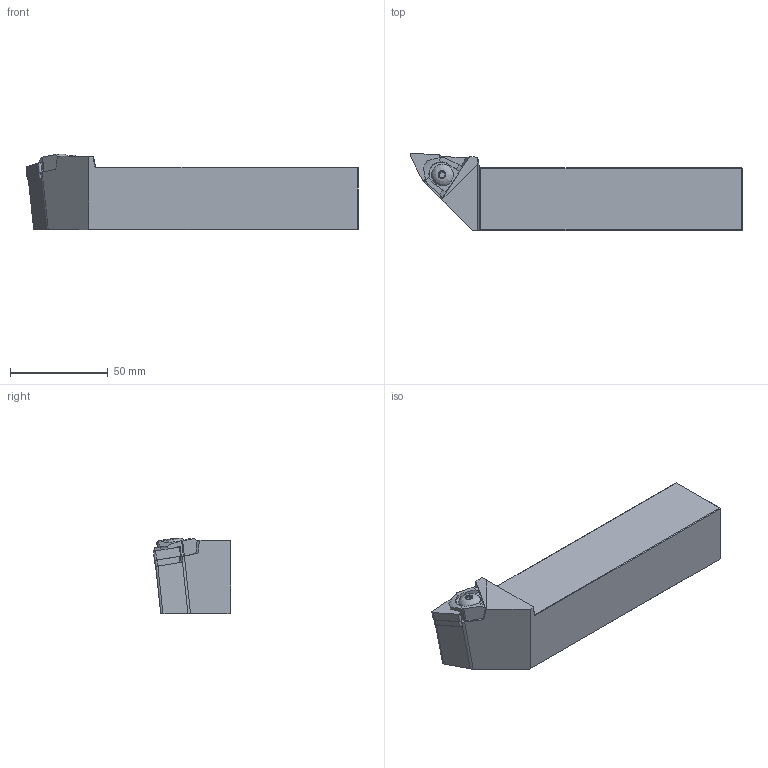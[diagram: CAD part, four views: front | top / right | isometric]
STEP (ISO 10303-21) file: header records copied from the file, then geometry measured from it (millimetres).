
FILE_DESCRIPTION(/* description */ (''),/* implementation_level */ '2;1');
FILE_NAME(/* name */ 'MTJNL-3232-P16.stp',/* time_stamp */ '2023-10-04T10:13:29+03:00',/* author */ (''),/* organization */ (''),/* preprocessor_version */ 'ST-DEVELOPER v19.4',/* originating_system */ 'SIEMENS PLM Software NX2306.3001',/* authorisation */ '');
FILE_SCHEMA (('AUTOMOTIVE_DESIGN { 1 0 10303 214 3 1 1 1 }'));
Length unit declared in the file: millimetre
Products named in the file (1): MTJNR-3232-P16
Bounding box: 169.47 x 39.43 x 38.72 mm (x, y, z)
Volume: 164577.1 mm3; surface area: 23771.9 mm2
Topology: 2 solids, 2 shells, 94 faces, 241 edges, 153 vertices
Faces by surface type: plane 72, cylinder 16, cone 3, bspline 2, torus 1
Full cylindrical faces by diameter (mm): 11 x1
Entity records: 2901 total; most frequent: CARTESIAN_POINT 618, ORIENTED_EDGE 472, DIRECTION 449, EDGE_CURVE 236, LINE 185, VECTOR 185, VERTEX_POINT 151, AXIS2_PLACEMENT_3D 132
